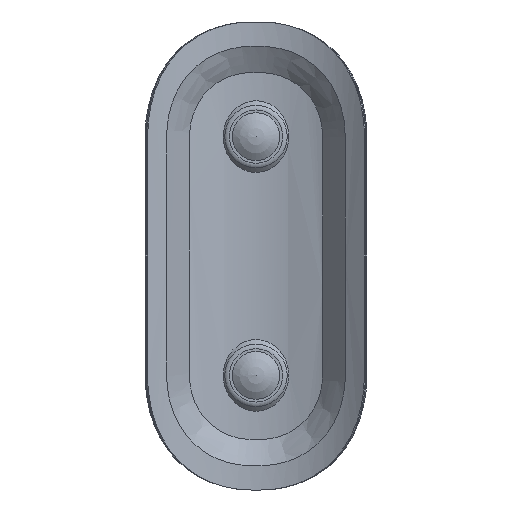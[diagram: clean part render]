
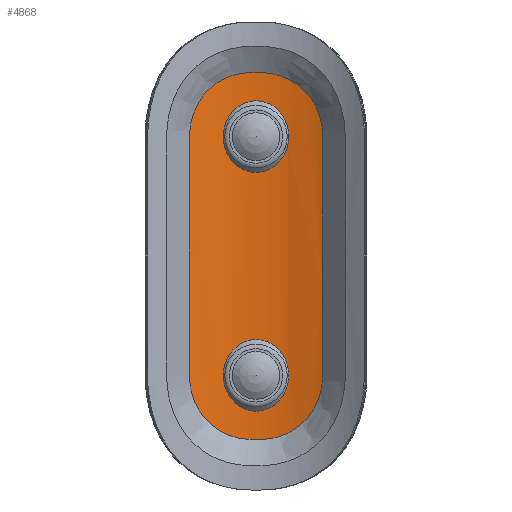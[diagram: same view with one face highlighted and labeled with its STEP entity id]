
A CAD part, front view. The second image highlights one B-rep face of the part: STEP entity #4868.
In plain terms, the highlighted cylindrical face has radius 75.3 mm (diameter 150.6 mm), a partial arc.
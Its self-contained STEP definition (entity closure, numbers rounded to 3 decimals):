
#1166=B_SPLINE_CURVE_WITH_KNOTS('',3,(#38566,#38567,#38568,#38569,#38570,
#38571,#38572,#38573,#38574,#38575,#38576,#38577,#38578,#38579,#38580,#38581,
#38582,#38583,#38584,#38585,#38586,#38587,#38588,#38589,#38590,#38591,#38592,
#38593,#38594,#38595,#38596,#38597,#38598,#38599,#38600,#38601,#38602,#38603,
#38604,#38605,#38606,#38607,#38608,#38609,#38610,#38611,#38612,#38613,#38614,
#38615,#38616,#38617,#38618,#38619,#38620,#38621,#38622,#38623,#38624,#38625,
#38626,#38627,#38628,#38629,#38630),.UNSPECIFIED.,.T.,.F.,(2,2,2,2,1,2,2,
2,2,2,2,2,2,2,2,2,2,2,2,2,2,2,2,2,2,2,2,2,2,2,2,2,2,2,2),(-0.031,0.,0.016,
0.031,0.062,0.125,0.25,0.281,0.297,0.313,0.344,0.375,
0.391,0.406,0.422,0.438,0.469,0.5,0.516,0.531,0.563,0.625,
0.75,0.781,0.797,0.813,0.844,0.875,0.891,0.906,0.922,0.938,
0.969,1.,1.016),.UNSPECIFIED.);
#1167=B_SPLINE_CURVE_WITH_KNOTS('',3,(#39248,#39249,#39250,#39251,#39252,
#39253,#39254,#39255,#39256,#39257,#39258,#39259,#39260,#39261,#39262,#39263,
#39264,#39265,#39266,#39267),.UNSPECIFIED.,.T.,.F.,(2,2,2,2,2,2,2,2,2,2,
2,2),(-0.125,0.,0.125,0.25,0.375,0.438,0.5,0.625,0.75,0.875,1.,1.125),.UNSPECIFIED.);
#1168=B_SPLINE_CURVE_WITH_KNOTS('',3,(#39269,#39270,#39271,#39272,#39273,
#39274,#39275,#39276,#39277,#39278,#39279,#39280,#39281,#39282,#39283,#39284,
#39285,#39286,#39287,#39288),.UNSPECIFIED.,.T.,.F.,(2,2,2,2,2,2,2,2,2,2,
2,2),(-0.125,0.,0.125,0.25,0.375,0.438,0.5,0.625,0.75,0.875,1.,1.125),.UNSPECIFIED.);
#4868=ADVANCED_FACE('',(#6901,#6902,#6903),#6643,.F.);
#6643=CYLINDRICAL_SURFACE('',#27818,75.3);
#6901=FACE_BOUND('',#7145,.T.);
#6902=FACE_BOUND('',#7146,.T.);
#6903=FACE_BOUND('',#7147,.T.);
#7145=EDGE_LOOP('',(#9282));
#7146=EDGE_LOOP('',(#9283));
#7147=EDGE_LOOP('',(#9284));
#9282=ORIENTED_EDGE('',*,*,#19447,.T.);
#9283=ORIENTED_EDGE('',*,*,#19448,.T.);
#9284=ORIENTED_EDGE('',*,*,#19446,.F.);
#17113=VERTEX_POINT('',#38631);
#17114=VERTEX_POINT('',#39268);
#17115=VERTEX_POINT('',#39289);
#19446=EDGE_CURVE('',#17113,#17113,#1166,.T.);
#19447=EDGE_CURVE('',#17114,#17114,#1167,.T.);
#19448=EDGE_CURVE('',#17115,#17115,#1168,.T.);
#27818=AXIS2_PLACEMENT_3D('',#39290,#30768,#30769);
#30768=DIRECTION('',(0.,0.,1.));
#30769=DIRECTION('',(1.,0.,0.));
#38566=CARTESIAN_POINT('',(-26.057,70.656,-60.845));
#38567=CARTESIAN_POINT('',(-27.498,70.101,-55.086));
#38568=CARTESIAN_POINT('',(-27.766,69.994,-53.16));
#38569=CARTESIAN_POINT('',(-27.928,69.93,-49.296));
#38570=CARTESIAN_POINT('',(-27.874,69.951,-47.359));
#38571=CARTESIAN_POINT('',(-27.874,69.951,-41.556));
#38572=CARTESIAN_POINT('',(-27.874,69.951,-29.948));
#38573=CARTESIAN_POINT('',(-27.874,69.951,-18.341));
#38574=CARTESIAN_POINT('',(-27.874,69.951,4.874));
#38575=CARTESIAN_POINT('',(-27.875,69.95,20.351));
#38576=CARTESIAN_POINT('',(-27.874,69.951,39.697));
#38577=CARTESIAN_POINT('',(-27.874,69.951,43.566));
#38578=CARTESIAN_POINT('',(-27.876,69.95,49.37));
#38579=CARTESIAN_POINT('',(-27.912,69.936,51.305));
#38580=CARTESIAN_POINT('',(-27.483,70.106,55.165));
#38581=CARTESIAN_POINT('',(-27.063,70.272,57.109));
#38582=CARTESIAN_POINT('',(-25.232,70.959,62.669));
#38583=CARTESIAN_POINT('',(-23.27,71.667,66.025));
#38584=CARTESIAN_POINT('',(-17.966,73.177,71.664));
#38585=CARTESIAN_POINT('',(-14.685,73.944,73.844));
#38586=CARTESIAN_POINT('',(-9.272,74.749,75.856));
#38587=CARTESIAN_POINT('',(-7.37,74.964,76.322));
#38588=CARTESIAN_POINT('',(-3.496,75.244,76.853));
#38589=CARTESIAN_POINT('',(-1.562,75.309,76.827));
#38590=CARTESIAN_POINT('',(2.305,75.29,76.82));
#38591=CARTESIAN_POINT('',(4.238,75.206,76.794));
#38592=CARTESIAN_POINT('',(8.099,74.888,76.164));
#38593=CARTESIAN_POINT('',(10.011,74.653,75.635));
#38594=CARTESIAN_POINT('',(15.371,73.803,73.444));
#38595=CARTESIAN_POINT('',(18.582,73.019,71.164));
#38596=CARTESIAN_POINT('',(23.669,71.533,65.427));
#38597=CARTESIAN_POINT('',(25.565,70.838,61.968));
#38598=CARTESIAN_POINT('',(27.243,70.202,56.362));
#38599=CARTESIAN_POINT('',(27.594,70.062,54.459));
#38600=CARTESIAN_POINT('',(27.937,69.926,50.593));
#38601=CARTESIAN_POINT('',(27.874,69.951,48.621));
#38602=CARTESIAN_POINT('',(27.874,69.951,42.734));
#38603=CARTESIAN_POINT('',(27.874,69.951,38.81));
#38604=CARTESIAN_POINT('',(27.874,69.951,27.036));
#38605=CARTESIAN_POINT('',(27.874,69.951,19.188));
#38606=CARTESIAN_POINT('',(27.874,69.951,-4.359));
#38607=CARTESIAN_POINT('',(27.875,69.95,-20.056));
#38608=CARTESIAN_POINT('',(27.874,69.951,-39.678));
#38609=CARTESIAN_POINT('',(27.874,69.951,-43.603));
#38610=CARTESIAN_POINT('',(27.876,69.95,-49.489));
#38611=CARTESIAN_POINT('',(27.908,69.938,-51.452));
#38612=CARTESIAN_POINT('',(27.447,70.12,-55.366));
#38613=CARTESIAN_POINT('',(27.006,70.294,-57.338));
#38614=CARTESIAN_POINT('',(25.099,71.007,-62.95));
#38615=CARTESIAN_POINT('',(23.059,71.739,-66.339));
#38616=CARTESIAN_POINT('',(17.592,73.271,-71.962));
#38617=CARTESIAN_POINT('',(14.217,74.04,-74.109));
#38618=CARTESIAN_POINT('',(8.678,74.822,-76.02));
#38619=CARTESIAN_POINT('',(6.724,75.025,-76.454));
#38620=CARTESIAN_POINT('',(2.796,75.274,-76.888));
#38621=CARTESIAN_POINT('',(0.835,75.321,-76.827));
#38622=CARTESIAN_POINT('',(-3.087,75.262,-76.816));
#38623=CARTESIAN_POINT('',(-5.049,75.156,-76.712));
#38624=CARTESIAN_POINT('',(-8.96,74.791,-75.947));
#38625=CARTESIAN_POINT('',(-10.862,74.534,-75.347));
#38626=CARTESIAN_POINT('',(-16.198,73.626,-72.929));
#38627=CARTESIAN_POINT('',(-19.358,72.815,-70.504));
#38628=CARTESIAN_POINT('',(-24.292,71.321,-64.443));
#38629=CARTESIAN_POINT('',(-26.057,70.656,-60.845));
#38630=CARTESIAN_POINT('',(-27.498,70.101,-55.086));
#38631=CARTESIAN_POINT('',(-27.018,70.286,-57.006));
#39248=CARTESIAN_POINT('',(-6.948,75.025,36.492));
#39249=CARTESIAN_POINT('',(-12.147,74.36,41.995));
#39250=CARTESIAN_POINT('',(-13.596,74.063,45.719));
#39251=CARTESIAN_POINT('',(-13.842,74.017,53.211));
#39252=CARTESIAN_POINT('',(-12.615,74.274,57.043));
#39253=CARTESIAN_POINT('',(-7.919,74.92,62.826));
#39254=CARTESIAN_POINT('',(-4.337,75.269,64.802));
#39255=CARTESIAN_POINT('',(1.301,75.312,65.064));
#39256=CARTESIAN_POINT('',(3.204,75.252,64.716));
#39257=CARTESIAN_POINT('',(6.686,75.023,63.241));
#39258=CARTESIAN_POINT('',(8.248,74.858,62.128));
#39259=CARTESIAN_POINT('',(12.11,74.365,58.051));
#39260=CARTESIAN_POINT('',(13.589,74.064,54.313));
#39261=CARTESIAN_POINT('',(13.847,74.016,46.803));
#39262=CARTESIAN_POINT('',(12.638,74.27,42.991));
#39263=CARTESIAN_POINT('',(7.914,74.921,37.162));
#39264=CARTESIAN_POINT('',(4.355,75.269,35.196));
#39265=CARTESIAN_POINT('',(-3.213,75.327,34.85));
#39266=CARTESIAN_POINT('',(-6.948,75.025,36.492));
#39267=CARTESIAN_POINT('',(-12.147,74.36,41.995));
#39268=CARTESIAN_POINT('',(-9.547,74.692,39.244));
#39269=CARTESIAN_POINT('',(-7.041,75.015,-63.449));
#39270=CARTESIAN_POINT('',(-12.199,74.351,-57.909));
#39271=CARTESIAN_POINT('',(-13.624,74.057,-54.176));
#39272=CARTESIAN_POINT('',(-13.821,74.021,-46.682));
#39273=CARTESIAN_POINT('',(-12.569,74.282,-42.858));
#39274=CARTESIAN_POINT('',(-7.831,74.93,-37.109));
#39275=CARTESIAN_POINT('',(-4.233,75.275,-35.161));
#39276=CARTESIAN_POINT('',(1.408,75.31,-34.948));
#39277=CARTESIAN_POINT('',(3.308,75.247,-35.312));
#39278=CARTESIAN_POINT('',(6.777,75.015,-36.815));
#39279=CARTESIAN_POINT('',(8.331,74.849,-37.939));
#39280=CARTESIAN_POINT('',(12.162,74.356,-42.045));
#39281=CARTESIAN_POINT('',(13.617,74.059,-45.792));
#39282=CARTESIAN_POINT('',(13.826,74.02,-53.303));
#39283=CARTESIAN_POINT('',(12.592,74.279,-57.108));
#39284=CARTESIAN_POINT('',(7.826,74.931,-62.903));
#39285=CARTESIAN_POINT('',(4.25,75.275,-64.84));
#39286=CARTESIAN_POINT('',(-3.32,75.322,-65.122));
#39287=CARTESIAN_POINT('',(-7.041,75.015,-63.449));
#39288=CARTESIAN_POINT('',(-12.199,74.351,-57.909));
#39289=CARTESIAN_POINT('',(-9.62,74.683,-60.679));
#39290=CARTESIAN_POINT('',(0.,0.,-110.));
